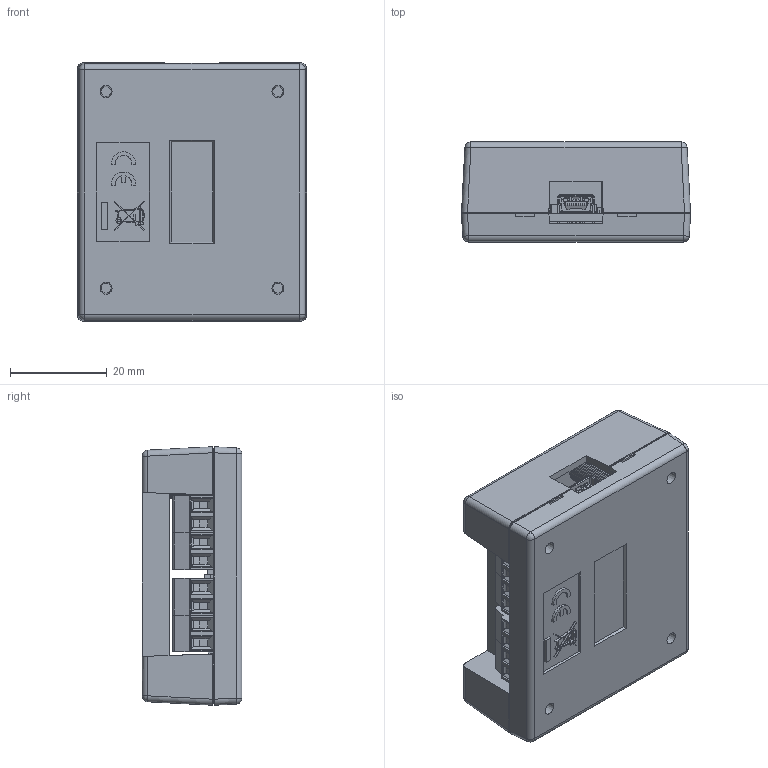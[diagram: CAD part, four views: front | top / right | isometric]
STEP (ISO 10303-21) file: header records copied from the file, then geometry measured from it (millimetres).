
FILE_DESCRIPTION(/* description */ ('Alibre Inc.'),/* implementation_level */ '2;1');
FILE_NAME(/* name */ 'export0',/* time_stamp */ '2018-03-08T12:56:04-07:00',/* author */ (''),/* organization */ (''),/* preprocessor_version */ 'ST-DEVELOPER v14',/* originating_system */ 'Alibre',/* authorisation */ '');
FILE_SCHEMA (('CONFIG_CONTROL_DESIGN'));
Length unit declared in the file: centimetre
Products named in the file (101): ID_1; ID_2; ID_3; ID_4; ID_5; ID_6; ID_7; ID_8; ID_9; ID_10; ID_11; ID_12; ID_13; ID_14; ID_15; ID_16; ID_17; ID_18; ID_19; ID_20; ID_21; ID_22; ID_23
Bounding box: 47.37 x 20.62 x 53.47 mm (x, y, z)
Volume: 18937.1 mm3; surface area: 26214.6 mm2
Topology: 98 solids, 98 shells, 2727 faces, 7029 edges, 4502 vertices
Faces by surface type: plane 2071, cylinder 503, revolution 64, cone 48, bspline 33, sphere 8
Full cylindrical faces by diameter (mm): 0.6 x9, 0.8 x5, 1 x2, 1.067 x2, 1.321 x16, 3.124 x4, 3.175 x4
Entity records: 52523 total; most frequent: CARTESIAN_POINT 9327, ORIENTED_EDGE 6716, DIRECTION 5722, EDGE_CURVE 3358, VECTOR 2758, LINE 2758, VERTEX_POINT 2200, AXIS2_PLACEMENT_3D 1937
